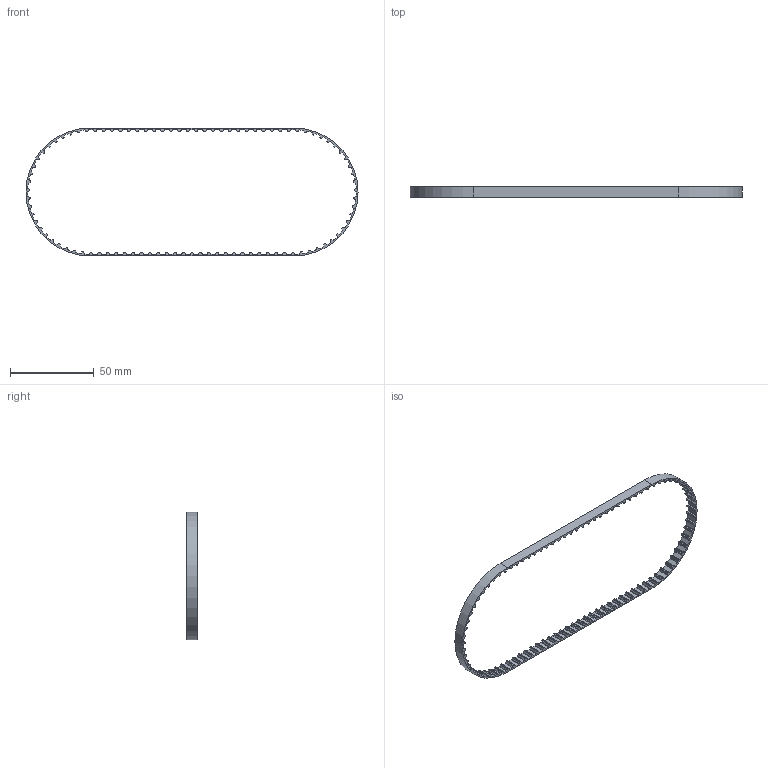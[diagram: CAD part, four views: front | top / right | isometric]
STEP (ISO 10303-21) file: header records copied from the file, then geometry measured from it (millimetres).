
FILE_DESCRIPTION (( 'STEP AP214' ), '1' );
FILE_NAME ('190XL025NG.step', '2015-04-08T23:03:04', ( '' ), ( '' ), 'SwSTEP 2.0', 'SolidWorks 2014', '' );
FILE_SCHEMA (( 'AUTOMOTIVE_DESIGN' ));
Length unit declared in the file: inch
Products named in the file (1): 190XL025NG
Bounding box: 197.81 x 6.35 x 76.2 mm (x, y, z)
Volume: 4229 mm3; surface area: 8267 mm2
Topology: 1 solids, 1 shells, 800 faces, 2394 edges, 1596 vertices
Faces by surface type: cylinder 462, plane 338
Entity records: 27326 total; most frequent: DIRECTION 4920, CARTESIAN_POINT 4791, ORIENTED_EDGE 4788, EDGE_CURVE 2394, AXIS2_PLACEMENT_3D 1725, VERTEX_POINT 1596, LINE 1470, VECTOR 1470
